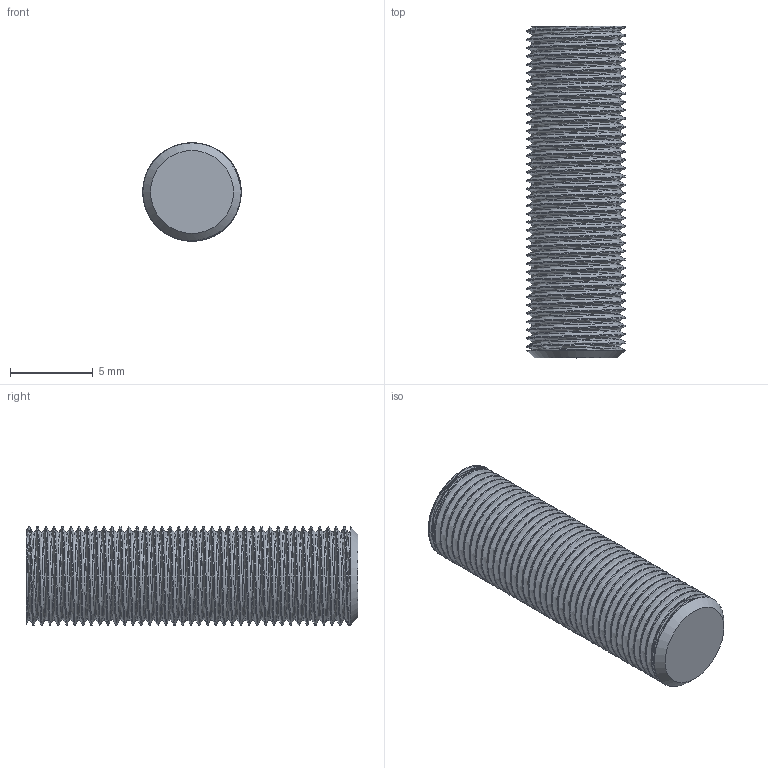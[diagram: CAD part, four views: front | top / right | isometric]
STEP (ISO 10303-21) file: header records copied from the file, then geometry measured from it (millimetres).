
FILE_DESCRIPTION(/* description */ (''),/* implementation_level */ '2;1');
FILE_NAME(/* name */ '519d44dc-0573-11ec-8983-06368d9f66a5.step',/* time_stamp */ '2021-08-25T07:09:07+00:00',/* author */ (''),/* organization */ (''),/* preprocessor_version */ 'ST-DEVELOPER v18.1',/* originating_system */ 'Autodesk Translation Framework v10.6.0.1341',/* authorisation */ '');
FILE_SCHEMA (('AUTOMOTIVE_DESIGN { 1 0 10303 214 3 1 1 }'));
Length unit declared in the file: centimetre
Products named in the file (1): temp_body
Bounding box: 5.94 x 20 x 5.93 mm (x, y, z)
Volume: 495.1 mm3; surface area: 633.5 mm2
Topology: 1 solids, 1 shells, 87 faces, 253 edges, 168 vertices
Faces by surface type: cylinder 81, plane 3, bspline 2, cone 1
Full cylindrical faces by diameter (mm): 5.351 x13, 5.927 x23
Entity records: 7187 total; most frequent: CARTESIAN_POINT 5180, ORIENTED_EDGE 506, DIRECTION 268, EDGE_CURVE 253, VERTEX_POINT 168, B_SPLINE_CURVE_WITH_KNOTS 165, AXIS2_PLACEMENT_3D 94, FACE_OUTER_BOUND 87
